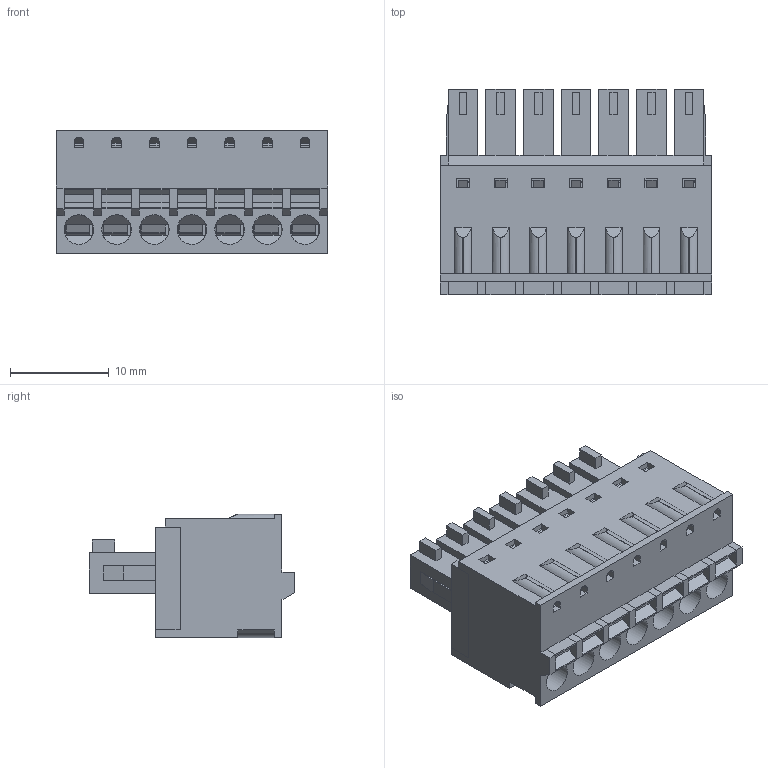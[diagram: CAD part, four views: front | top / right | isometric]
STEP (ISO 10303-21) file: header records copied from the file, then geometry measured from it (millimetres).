
FILE_DESCRIPTION( ( 'Unknown' ), '1' );
FILE_NAME( '691368300007B.stp', 'Unknown', ( 'Unknown' ), ( 'Unknown' ), 'PSStep 19.0.9', 'Unknown', ' ' );
FILE_SCHEMA( ( 'AUTOMOTIVE_DESIGN { 1 0 10303 214 1 1 1 1 }' ) );
Length unit declared in the file: millimetre
Products named in the file (6): Assem1; 6913683000xxB_BOUTON; 6913683000xxB_PIN; 6913683000xxB_LANGUETTE; 691368300007B; 691368300007B_BACK
Assembly tree (23 placements, depth 2):
  Assem1
    6913683000xxB_BOUTON  x7
    6913683000xxB_PIN  x7
    6913683000xxB_LANGUETTE  x7
    691368300007B
    691368300007B_BACK
Bounding box: 27.47 x 20.8 x 12.5 mm (x, y, z)
Volume: 2885.4 mm3; surface area: 8960.8 mm2
Topology: 23 solids, 23 shells, 2040 faces, 5695 edges, 3680 vertices
Faces by surface type: plane 1732, cylinder 308
Full cylindrical faces by diameter (mm): 1 x7, 3 x7
Entity records: 48599 total; most frequent: CARTESIAN_POINT 7053, ORIENTED_EDGE 6822, DIRECTION 6137, EDGE_CURVE 3411, LINE 3141, VECTOR 3141, VERTEX_POINT 2190, AXIS2_PLACEMENT_3D 1498
